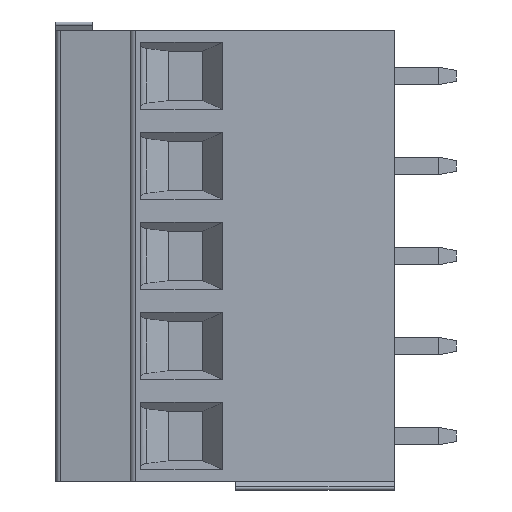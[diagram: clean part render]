
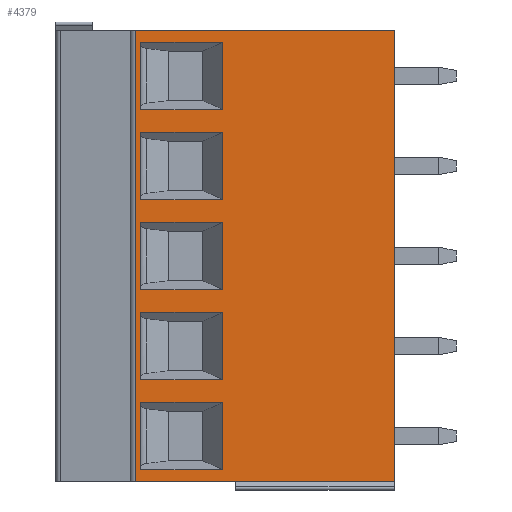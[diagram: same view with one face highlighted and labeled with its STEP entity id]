
A CAD part, left-side view. The second image highlights one B-rep face of the part: STEP entity #4379.
In plain terms, the highlighted planar face has unit normal (-1, 0, 0).
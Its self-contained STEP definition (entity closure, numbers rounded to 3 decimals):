
#25=DIRECTION('',(0.,-1.,0.));
#26=VECTOR('',#25,14.6);
#27=CARTESIAN_POINT('',(-4.3,5.05,22.86));
#28=LINE('',#27,#26);
#156=DIRECTION('',(0.,0.,-1.));
#157=VECTOR('',#156,25.4);
#158=CARTESIAN_POINT('',(-4.3,-9.55,22.86));
#159=LINE('',#158,#157);
#529=DIRECTION('',(0.,-1.,0.));
#530=VECTOR('',#529,14.6);
#531=CARTESIAN_POINT('',(-4.3,5.05,-2.54));
#532=LINE('',#531,#530);
#647=DIRECTION('',(0.,0.,-1.));
#648=VECTOR('',#647,25.4);
#649=CARTESIAN_POINT('',(-4.3,5.05,22.86));
#650=LINE('',#649,#648);
#651=DIRECTION('',(0.,1.,0.));
#652=VECTOR('',#651,4.6);
#653=CARTESIAN_POINT('',(-4.3,0.15,-1.9));
#654=LINE('',#653,#652);
#655=DIRECTION('',(0.,-1.,0.));
#656=VECTOR('',#655,4.6);
#657=CARTESIAN_POINT('',(-4.3,4.75,1.9));
#658=LINE('',#657,#656);
#659=DIRECTION('',(0.,1.,0.));
#660=VECTOR('',#659,4.6);
#661=CARTESIAN_POINT('',(-4.3,0.15,3.18));
#662=LINE('',#661,#660);
#663=DIRECTION('',(0.,-1.,0.));
#664=VECTOR('',#663,4.6);
#665=CARTESIAN_POINT('',(-4.3,4.75,6.98));
#666=LINE('',#665,#664);
#667=DIRECTION('',(0.,1.,0.));
#668=VECTOR('',#667,4.6);
#669=CARTESIAN_POINT('',(-4.3,0.15,8.26));
#670=LINE('',#669,#668);
#671=DIRECTION('',(0.,-1.,0.));
#672=VECTOR('',#671,4.6);
#673=CARTESIAN_POINT('',(-4.3,4.75,12.06));
#674=LINE('',#673,#672);
#675=DIRECTION('',(0.,1.,0.));
#676=VECTOR('',#675,4.6);
#677=CARTESIAN_POINT('',(-4.3,0.15,13.34));
#678=LINE('',#677,#676);
#679=DIRECTION('',(0.,-1.,0.));
#680=VECTOR('',#679,4.6);
#681=CARTESIAN_POINT('',(-4.3,4.75,17.14));
#682=LINE('',#681,#680);
#683=DIRECTION('',(0.,1.,0.));
#684=VECTOR('',#683,4.6);
#685=CARTESIAN_POINT('',(-4.3,0.15,18.42));
#686=LINE('',#685,#684);
#687=DIRECTION('',(0.,-1.,0.));
#688=VECTOR('',#687,4.6);
#689=CARTESIAN_POINT('',(-4.3,4.75,22.22));
#690=LINE('',#689,#688);
#741=DIRECTION('',(0.,0.,1.));
#742=VECTOR('',#741,3.8);
#743=CARTESIAN_POINT('',(-4.3,4.75,-1.9));
#744=LINE('',#743,#742);
#787=DIRECTION('',(0.,0.,-1.));
#788=VECTOR('',#787,3.8);
#789=CARTESIAN_POINT('',(-4.3,0.15,1.9));
#790=LINE('',#789,#788);
#809=DIRECTION('',(0.,0.,-1.));
#810=VECTOR('',#809,3.8);
#811=CARTESIAN_POINT('',(-4.3,0.15,6.98));
#812=LINE('',#811,#810);
#849=DIRECTION('',(0.,0.,1.));
#850=VECTOR('',#849,3.8);
#851=CARTESIAN_POINT('',(-4.3,4.75,3.18));
#852=LINE('',#851,#850);
#909=DIRECTION('',(0.,0.,-1.));
#910=VECTOR('',#909,3.8);
#911=CARTESIAN_POINT('',(-4.3,0.15,12.06));
#912=LINE('',#911,#910);
#949=DIRECTION('',(0.,0.,1.));
#950=VECTOR('',#949,3.8);
#951=CARTESIAN_POINT('',(-4.3,4.75,8.26));
#952=LINE('',#951,#950);
#1009=DIRECTION('',(0.,0.,-1.));
#1010=VECTOR('',#1009,3.8);
#1011=CARTESIAN_POINT('',(-4.3,0.15,17.14));
#1012=LINE('',#1011,#1010);
#1049=DIRECTION('',(0.,0.,1.));
#1050=VECTOR('',#1049,3.8);
#1051=CARTESIAN_POINT('',(-4.3,4.75,13.34));
#1052=LINE('',#1051,#1050);
#1109=DIRECTION('',(0.,0.,-1.));
#1110=VECTOR('',#1109,3.8);
#1111=CARTESIAN_POINT('',(-4.3,0.15,22.22));
#1112=LINE('',#1111,#1110);
#1149=DIRECTION('',(0.,0.,1.));
#1150=VECTOR('',#1149,3.8);
#1151=CARTESIAN_POINT('',(-4.3,4.75,18.42));
#1152=LINE('',#1151,#1150);
#2937=CARTESIAN_POINT('',(-4.3,5.05,22.86));
#2938=VERTEX_POINT('',#2937);
#2939=CARTESIAN_POINT('',(-4.3,-9.55,22.86));
#2940=VERTEX_POINT('',#2939);
#2959=CARTESIAN_POINT('',(-4.3,5.05,-2.54));
#2960=VERTEX_POINT('',#2959);
#2961=CARTESIAN_POINT('',(-4.3,-9.55,-2.54));
#2962=VERTEX_POINT('',#2961);
#3115=CARTESIAN_POINT('',(-4.3,0.15,-1.9));
#3116=CARTESIAN_POINT('',(-4.3,4.75,-1.9));
#3117=VERTEX_POINT('',#3115);
#3118=VERTEX_POINT('',#3116);
#3123=CARTESIAN_POINT('',(-4.3,4.75,1.9));
#3124=CARTESIAN_POINT('',(-4.3,0.15,1.9));
#3125=VERTEX_POINT('',#3123);
#3126=VERTEX_POINT('',#3124);
#3226=CARTESIAN_POINT('',(-4.3,0.15,3.18));
#3228=VERTEX_POINT('',#3226);
#3229=CARTESIAN_POINT('',(-4.3,4.75,3.18));
#3230=VERTEX_POINT('',#3229);
#3235=CARTESIAN_POINT('',(-4.3,4.75,6.98));
#3236=VERTEX_POINT('',#3235);
#3237=CARTESIAN_POINT('',(-4.3,0.15,6.98));
#3239=VERTEX_POINT('',#3237);
#3352=CARTESIAN_POINT('',(-4.3,0.15,8.26));
#3354=VERTEX_POINT('',#3352);
#3355=CARTESIAN_POINT('',(-4.3,4.75,8.26));
#3356=VERTEX_POINT('',#3355);
#3361=CARTESIAN_POINT('',(-4.3,4.75,12.06));
#3362=VERTEX_POINT('',#3361);
#3363=CARTESIAN_POINT('',(-4.3,0.15,12.06));
#3365=VERTEX_POINT('',#3363);
#3472=CARTESIAN_POINT('',(-4.3,0.15,13.34));
#3474=VERTEX_POINT('',#3472);
#3475=CARTESIAN_POINT('',(-4.3,4.75,13.34));
#3476=VERTEX_POINT('',#3475);
#3481=CARTESIAN_POINT('',(-4.3,4.75,17.14));
#3482=VERTEX_POINT('',#3481);
#3483=CARTESIAN_POINT('',(-4.3,0.15,17.14));
#3485=VERTEX_POINT('',#3483);
#3592=CARTESIAN_POINT('',(-4.3,0.15,18.42));
#3594=VERTEX_POINT('',#3592);
#3595=CARTESIAN_POINT('',(-4.3,4.75,18.42));
#3596=VERTEX_POINT('',#3595);
#3601=CARTESIAN_POINT('',(-4.3,4.75,22.22));
#3602=VERTEX_POINT('',#3601);
#3603=CARTESIAN_POINT('',(-4.3,0.15,22.22));
#3605=VERTEX_POINT('',#3603);
#4318=CARTESIAN_POINT('',(-4.3,5.05,22.86));
#4319=DIRECTION('',(-1.,0.,0.));
#4320=DIRECTION('',(0.,-1.,0.));
#4321=AXIS2_PLACEMENT_3D('',#4318,#4319,#4320);
#4322=PLANE('',#4321);
#4323=ORIENTED_EDGE('',*,*,#3686,.T.);
#4324=ORIENTED_EDGE('',*,*,#3783,.T.);
#4325=ORIENTED_EDGE('',*,*,#4148,.F.);
#4326=ORIENTED_EDGE('',*,*,#4311,.F.);
#4327=EDGE_LOOP('',(#4323,#4324,#4325,#4326));
#4328=FACE_OUTER_BOUND('',#4327,.F.);
#4330=ORIENTED_EDGE('',*,*,#4329,.F.);
#4332=ORIENTED_EDGE('',*,*,#4331,.F.);
#4334=ORIENTED_EDGE('',*,*,#4333,.F.);
#4336=ORIENTED_EDGE('',*,*,#4335,.F.);
#4337=EDGE_LOOP('',(#4330,#4332,#4334,#4336));
#4338=FACE_BOUND('',#4337,.F.);
#4340=ORIENTED_EDGE('',*,*,#4339,.F.);
#4342=ORIENTED_EDGE('',*,*,#4341,.F.);
#4344=ORIENTED_EDGE('',*,*,#4343,.F.);
#4346=ORIENTED_EDGE('',*,*,#4345,.F.);
#4347=EDGE_LOOP('',(#4340,#4342,#4344,#4346));
#4348=FACE_BOUND('',#4347,.F.);
#4350=ORIENTED_EDGE('',*,*,#4349,.F.);
#4352=ORIENTED_EDGE('',*,*,#4351,.F.);
#4354=ORIENTED_EDGE('',*,*,#4353,.F.);
#4356=ORIENTED_EDGE('',*,*,#4355,.F.);
#4357=EDGE_LOOP('',(#4350,#4352,#4354,#4356));
#4358=FACE_BOUND('',#4357,.F.);
#4360=ORIENTED_EDGE('',*,*,#4359,.F.);
#4362=ORIENTED_EDGE('',*,*,#4361,.F.);
#4364=ORIENTED_EDGE('',*,*,#4363,.F.);
#4366=ORIENTED_EDGE('',*,*,#4365,.F.);
#4367=EDGE_LOOP('',(#4360,#4362,#4364,#4366));
#4368=FACE_BOUND('',#4367,.F.);
#4370=ORIENTED_EDGE('',*,*,#4369,.F.);
#4372=ORIENTED_EDGE('',*,*,#4371,.F.);
#4374=ORIENTED_EDGE('',*,*,#4373,.F.);
#4376=ORIENTED_EDGE('',*,*,#4375,.F.);
#4377=EDGE_LOOP('',(#4370,#4372,#4374,#4376));
#4378=FACE_BOUND('',#4377,.F.);
#3686=EDGE_CURVE('',#2938,#2940,#28,.T.);
#3783=EDGE_CURVE('',#2940,#2962,#159,.T.);
#4148=EDGE_CURVE('',#2960,#2962,#532,.T.);
#4311=EDGE_CURVE('',#2938,#2960,#650,.T.);
#4329=EDGE_CURVE('',#3117,#3118,#654,.T.);
#4331=EDGE_CURVE('',#3126,#3117,#790,.T.);
#4333=EDGE_CURVE('',#3125,#3126,#658,.T.);
#4335=EDGE_CURVE('',#3118,#3125,#744,.T.);
#4339=EDGE_CURVE('',#3228,#3230,#662,.T.);
#4341=EDGE_CURVE('',#3239,#3228,#812,.T.);
#4343=EDGE_CURVE('',#3236,#3239,#666,.T.);
#4345=EDGE_CURVE('',#3230,#3236,#852,.T.);
#4349=EDGE_CURVE('',#3354,#3356,#670,.T.);
#4351=EDGE_CURVE('',#3365,#3354,#912,.T.);
#4353=EDGE_CURVE('',#3362,#3365,#674,.T.);
#4355=EDGE_CURVE('',#3356,#3362,#952,.T.);
#4359=EDGE_CURVE('',#3474,#3476,#678,.T.);
#4361=EDGE_CURVE('',#3485,#3474,#1012,.T.);
#4363=EDGE_CURVE('',#3482,#3485,#682,.T.);
#4365=EDGE_CURVE('',#3476,#3482,#1052,.T.);
#4369=EDGE_CURVE('',#3594,#3596,#686,.T.);
#4371=EDGE_CURVE('',#3605,#3594,#1112,.T.);
#4373=EDGE_CURVE('',#3602,#3605,#690,.T.);
#4375=EDGE_CURVE('',#3596,#3602,#1152,.T.);
#4379=ADVANCED_FACE('',(#4328,#4338,#4348,#4358,#4368,#4378),#4322,.T.);
